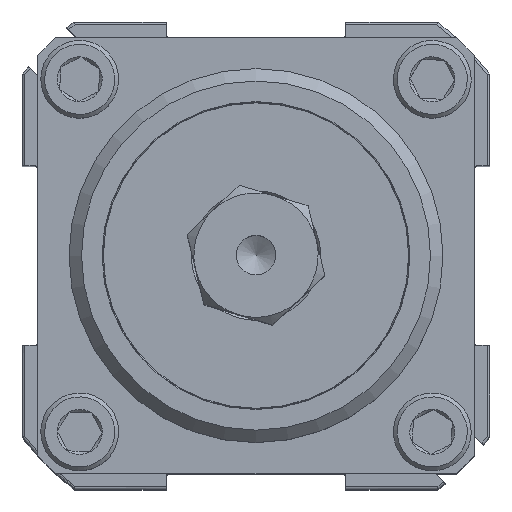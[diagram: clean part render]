
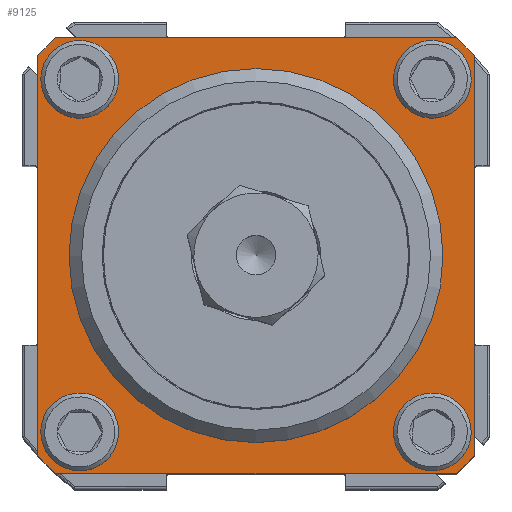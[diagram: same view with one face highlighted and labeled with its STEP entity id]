
A CAD part, top view. The second image highlights one B-rep face of the part: STEP entity #9125.
In plain terms, the highlighted planar face has unit normal (0, 0, 1).
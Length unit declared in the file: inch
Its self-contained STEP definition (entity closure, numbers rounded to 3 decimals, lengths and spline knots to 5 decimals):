
#331=PLANE('',#9979);
#473=LINE('',#14511,#988);
#474=LINE('',#14515,#989);
#475=LINE('',#14519,#990);
#476=LINE('',#14522,#991);
#988=VECTOR('',#11419,39.37008);
#989=VECTOR('',#11422,39.37008);
#990=VECTOR('',#11425,39.37008);
#991=VECTOR('',#11428,39.37008);
#1554=FACE_BOUND('',#2327,.T.);
#1555=FACE_BOUND('',#2328,.T.);
#1556=FACE_BOUND('',#2329,.T.);
#1557=FACE_BOUND('',#2330,.T.);
#1558=FACE_BOUND('',#2331,.T.);
#1739=FACE_OUTER_BOUND('',#2326,.T.);
#2326=EDGE_LOOP('',(#6164,#6165,#6166,#6167,#6168,#6169,#6170,#6171));
#2327=EDGE_LOOP('',(#6172));
#2328=EDGE_LOOP('',(#6173));
#2329=EDGE_LOOP('',(#6174));
#2330=EDGE_LOOP('',(#6175));
#2331=EDGE_LOOP('',(#6176));
#3009=CIRCLE('',#9952,0.1005);
#3011=CIRCLE('',#9955,0.1005);
#3013=CIRCLE('',#9958,0.1005);
#3015=CIRCLE('',#9961,0.1005);
#3023=CIRCLE('',#9975,0.75);
#3026=CIRCLE('',#9980,1.1875);
#3027=CIRCLE('',#9981,1.1875);
#3028=CIRCLE('',#9982,1.1875);
#3029=CIRCLE('',#9983,1.1875);
#3719=VERTEX_POINT('',#14462);
#3721=VERTEX_POINT('',#14467);
#3723=VERTEX_POINT('',#14472);
#3725=VERTEX_POINT('',#14477);
#3733=VERTEX_POINT('',#14499);
#3736=VERTEX_POINT('',#14507);
#3737=VERTEX_POINT('',#14508);
#3738=VERTEX_POINT('',#14510);
#3739=VERTEX_POINT('',#14512);
#3740=VERTEX_POINT('',#14514);
#3741=VERTEX_POINT('',#14516);
#3742=VERTEX_POINT('',#14518);
#3743=VERTEX_POINT('',#14520);
#4689=EDGE_CURVE('',#3719,#3719,#3009,.T.);
#4691=EDGE_CURVE('',#3721,#3721,#3011,.T.);
#4693=EDGE_CURVE('',#3723,#3723,#3013,.T.);
#4695=EDGE_CURVE('',#3725,#3725,#3015,.T.);
#4703=EDGE_CURVE('',#3733,#3733,#3023,.T.);
#4706=EDGE_CURVE('',#3736,#3737,#3026,.T.);
#4707=EDGE_CURVE('',#3738,#3736,#473,.T.);
#4708=EDGE_CURVE('',#3739,#3738,#3027,.T.);
#4709=EDGE_CURVE('',#3740,#3739,#474,.T.);
#4710=EDGE_CURVE('',#3741,#3740,#3028,.T.);
#4711=EDGE_CURVE('',#3742,#3741,#475,.T.);
#4712=EDGE_CURVE('',#3742,#3743,#3029,.T.);
#4713=EDGE_CURVE('',#3737,#3743,#476,.T.);
#6164=ORIENTED_EDGE('',*,*,#4706,.F.);
#6165=ORIENTED_EDGE('',*,*,#4707,.F.);
#6166=ORIENTED_EDGE('',*,*,#4708,.F.);
#6167=ORIENTED_EDGE('',*,*,#4709,.F.);
#6168=ORIENTED_EDGE('',*,*,#4710,.F.);
#6169=ORIENTED_EDGE('',*,*,#4711,.F.);
#6170=ORIENTED_EDGE('',*,*,#4712,.T.);
#6171=ORIENTED_EDGE('',*,*,#4713,.F.);
#6172=ORIENTED_EDGE('',*,*,#4695,.F.);
#6173=ORIENTED_EDGE('',*,*,#4689,.F.);
#6174=ORIENTED_EDGE('',*,*,#4691,.F.);
#6175=ORIENTED_EDGE('',*,*,#4693,.F.);
#6176=ORIENTED_EDGE('',*,*,#4703,.F.);
#9125=ADVANCED_FACE('',(#1739,#1554,#1555,#1556,#1557,#1558),#331,.F.);
#9952=AXIS2_PLACEMENT_3D('',#14463,#11361,#11362);
#9955=AXIS2_PLACEMENT_3D('',#14468,#11367,#11368);
#9958=AXIS2_PLACEMENT_3D('',#14473,#11373,#11374);
#9961=AXIS2_PLACEMENT_3D('',#14478,#11379,#11380);
#9975=AXIS2_PLACEMENT_3D('',#14500,#11407,#11408);
#9979=AXIS2_PLACEMENT_3D('',#14506,#11415,#11416);
#9980=AXIS2_PLACEMENT_3D('',#14509,#11417,#11418);
#9981=AXIS2_PLACEMENT_3D('',#14513,#11420,#11421);
#9982=AXIS2_PLACEMENT_3D('',#14517,#11423,#11424);
#9983=AXIS2_PLACEMENT_3D('',#14521,#11426,#11427);
#11361=DIRECTION('center_axis',(0.,0.,1.));
#11362=DIRECTION('ref_axis',(1.,0.,0.));
#11367=DIRECTION('center_axis',(0.,0.,1.));
#11368=DIRECTION('ref_axis',(1.,0.,0.));
#11373=DIRECTION('center_axis',(0.,0.,1.));
#11374=DIRECTION('ref_axis',(1.,0.,0.));
#11379=DIRECTION('center_axis',(0.,0.,1.));
#11380=DIRECTION('ref_axis',(1.,0.,0.));
#11407=DIRECTION('center_axis',(0.,0.,1.));
#11408=DIRECTION('ref_axis',(1.,0.,0.));
#11415=DIRECTION('center_axis',(0.,0.,-1.));
#11416=DIRECTION('ref_axis',(-1.,0.,0.));
#11417=DIRECTION('center_axis',(0.,0.,-1.));
#11418=DIRECTION('ref_axis',(-1.,0.,0.));
#11419=DIRECTION('',(0.,1.,0.));
#11420=DIRECTION('center_axis',(0.,0.,-1.));
#11421=DIRECTION('ref_axis',(-1.,0.,0.));
#11422=DIRECTION('',(-1.,0.,0.));
#11423=DIRECTION('center_axis',(0.,0.,-1.));
#11424=DIRECTION('ref_axis',(-1.,0.,0.));
#11425=DIRECTION('',(0.,-1.,0.));
#11426=DIRECTION('center_axis',(0.,0.,1.));
#11427=DIRECTION('ref_axis',(1.,0.,0.));
#11428=DIRECTION('',(1.,0.,0.));
#14462=CARTESIAN_POINT('',(0.80761,0.70711,0.));
#14463=CARTESIAN_POINT('Origin',(0.70711,0.70711,0.));
#14467=CARTESIAN_POINT('',(0.80761,-0.70711,0.));
#14468=CARTESIAN_POINT('Origin',(0.70711,-0.70711,0.));
#14472=CARTESIAN_POINT('',(-0.60661,-0.70711,0.));
#14473=CARTESIAN_POINT('Origin',(-0.70711,-0.70711,
0.));
#14477=CARTESIAN_POINT('',(-0.60661,0.70711,0.));
#14478=CARTESIAN_POINT('Origin',(-0.70711,0.70711,0.));
#14499=CARTESIAN_POINT('',(-0.75,0.,0.));
#14500=CARTESIAN_POINT('Origin',(0.,0.,0.));
#14506=CARTESIAN_POINT('Origin',(0.,0.,0.));
#14507=CARTESIAN_POINT('',(-0.875,0.80283,0.));
#14508=CARTESIAN_POINT('',(-0.80283,0.875,0.));
#14509=CARTESIAN_POINT('Origin',(0.,0.,0.));
#14510=CARTESIAN_POINT('',(-0.875,-0.80283,0.));
#14511=CARTESIAN_POINT('',(-0.875,0.875,0.));
#14512=CARTESIAN_POINT('',(-0.80283,-0.875,0.));
#14513=CARTESIAN_POINT('Origin',(0.,0.,0.));
#14514=CARTESIAN_POINT('',(0.80283,-0.875,0.));
#14515=CARTESIAN_POINT('',(0.875,-0.875,0.));
#14516=CARTESIAN_POINT('',(0.875,-0.80283,0.));
#14517=CARTESIAN_POINT('Origin',(0.,0.,0.));
#14518=CARTESIAN_POINT('',(0.875,0.80283,0.));
#14519=CARTESIAN_POINT('',(0.875,0.875,0.));
#14520=CARTESIAN_POINT('',(0.80283,0.875,0.));
#14521=CARTESIAN_POINT('Origin',(0.,0.,0.));
#14522=CARTESIAN_POINT('',(0.875,0.875,0.));
